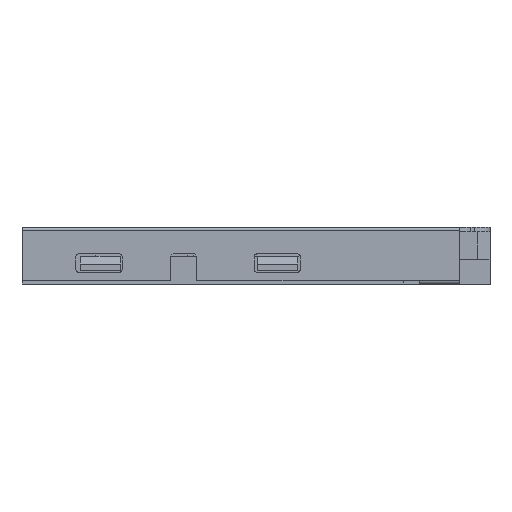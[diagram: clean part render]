
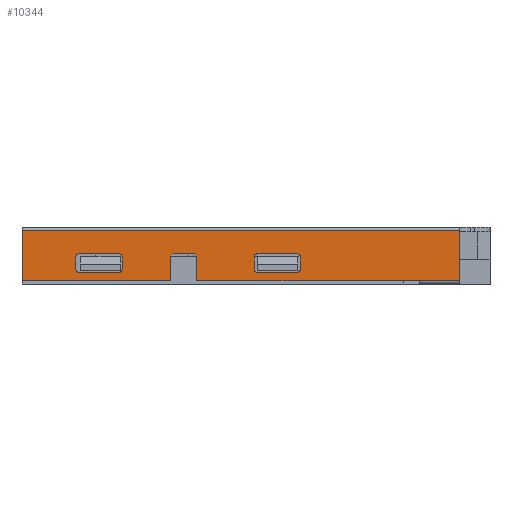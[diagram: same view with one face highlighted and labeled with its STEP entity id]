
A CAD part, left-side view. The second image highlights one B-rep face of the part: STEP entity #10344.
In plain terms, the highlighted planar face has unit normal (-1, 0, 0).
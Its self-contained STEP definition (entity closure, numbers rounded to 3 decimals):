
#125=DIRECTION('',(0.,1.,0.));
#126=VECTOR('',#125,4.83);
#127=CARTESIAN_POINT('',(-7.,2.73,-0.75));
#128=LINE('',#127,#126);
#137=DIRECTION('',(0.,1.,0.));
#138=VECTOR('',#137,7.22);
#139=CARTESIAN_POINT('',(-7.,-5.34,-0.75));
#140=LINE('',#139,#138);
#145=CARTESIAN_POINT('',(-7.,5.71,0.03));
#146=DIRECTION('',(-1.,0.,0.));
#147=DIRECTION('',(0.,0.,1.));
#148=AXIS2_PLACEMENT_3D('',#145,#146,#147);
#150=DIRECTION('',(0.,0.,-1.));
#151=VECTOR('',#150,0.4);
#152=CARTESIAN_POINT('',(-7.,5.81,0.03));
#153=LINE('',#152,#151);
#154=CARTESIAN_POINT('',(-7.,5.71,-0.37));
#155=DIRECTION('',(-1.,0.,0.));
#156=DIRECTION('',(0.,1.,0.));
#157=AXIS2_PLACEMENT_3D('',#154,#155,#156);
#159=DIRECTION('',(0.,-1.,0.));
#160=VECTOR('',#159,1.3);
#161=CARTESIAN_POINT('',(-7.,5.71,-0.47));
#162=LINE('',#161,#160);
#163=CARTESIAN_POINT('',(-7.,4.41,-0.37));
#164=DIRECTION('',(-1.,0.,0.));
#165=DIRECTION('',(0.,0.,-1.));
#166=AXIS2_PLACEMENT_3D('',#163,#164,#165);
#168=DIRECTION('',(0.,0.,1.));
#169=VECTOR('',#168,0.4);
#170=CARTESIAN_POINT('',(-7.,4.31,-0.37));
#171=LINE('',#170,#169);
#172=CARTESIAN_POINT('',(-7.,4.41,0.03));
#173=DIRECTION('',(-1.,0.,0.));
#174=DIRECTION('',(0.,-1.,0.));
#175=AXIS2_PLACEMENT_3D('',#172,#173,#174);
#177=DIRECTION('',(0.,1.,0.));
#178=VECTOR('',#177,1.3);
#179=CARTESIAN_POINT('',(-7.,4.41,0.13));
#180=LINE('',#179,#178);
#181=CARTESIAN_POINT('',(-7.,-0.08,0.03));
#182=DIRECTION('',(-1.,0.,0.));
#183=DIRECTION('',(0.,0.,1.));
#184=AXIS2_PLACEMENT_3D('',#181,#182,#183);
#186=DIRECTION('',(0.,0.,-1.));
#187=VECTOR('',#186,0.4);
#188=CARTESIAN_POINT('',(-7.,0.02,0.03));
#189=LINE('',#188,#187);
#190=CARTESIAN_POINT('',(-7.,-0.08,-0.37));
#191=DIRECTION('',(-1.,0.,0.));
#192=DIRECTION('',(0.,1.,0.));
#193=AXIS2_PLACEMENT_3D('',#190,#191,#192);
#195=DIRECTION('',(0.,-1.,0.));
#196=VECTOR('',#195,1.3);
#197=CARTESIAN_POINT('',(-7.,-0.08,-0.47));
#198=LINE('',#197,#196);
#199=CARTESIAN_POINT('',(-7.,-1.38,-0.37));
#200=DIRECTION('',(-1.,0.,0.));
#201=DIRECTION('',(0.,0.,-1.));
#202=AXIS2_PLACEMENT_3D('',#199,#200,#201);
#204=DIRECTION('',(0.,0.,1.));
#205=VECTOR('',#204,0.4);
#206=CARTESIAN_POINT('',(-7.,-1.48,-0.37));
#207=LINE('',#206,#205);
#208=CARTESIAN_POINT('',(-7.,-1.38,0.03));
#209=DIRECTION('',(-1.,0.,0.));
#210=DIRECTION('',(0.,-1.,0.));
#211=AXIS2_PLACEMENT_3D('',#208,#209,#210);
#213=DIRECTION('',(0.,1.,0.));
#214=VECTOR('',#213,1.3);
#215=CARTESIAN_POINT('',(-7.,-1.38,0.13));
#216=LINE('',#215,#214);
#217=DIRECTION('',(0.,1.,0.));
#218=VECTOR('',#217,14.2);
#219=CARTESIAN_POINT('',(-7.,-6.64,0.9));
#220=LINE('',#219,#218);
#221=DIRECTION('',(0.,0.,-1.));
#222=VECTOR('',#221,1.65);
#223=CARTESIAN_POINT('',(-7.,-6.64,0.9));
#224=LINE('',#223,#222);
#225=DIRECTION('',(0.,1.,0.));
#226=VECTOR('',#225,1.3);
#227=CARTESIAN_POINT('',(-7.,-6.64,-0.75));
#228=LINE('',#227,#226);
#229=DIRECTION('',(0.,0.,1.));
#230=VECTOR('',#229,0.81);
#231=CARTESIAN_POINT('',(-7.,1.88,-0.75));
#232=LINE('',#231,#230);
#233=DIRECTION('',(0.,0.64,0.768));
#234=VECTOR('',#233,0.117);
#235=CARTESIAN_POINT('',(-7.,1.88,0.06));
#236=LINE('',#235,#234);
#237=DIRECTION('',(0.,1.,0.));
#238=VECTOR('',#237,0.7);
#239=CARTESIAN_POINT('',(-7.,1.955,0.15));
#240=LINE('',#239,#238);
#241=DIRECTION('',(0.,0.64,-0.768));
#242=VECTOR('',#241,0.117);
#243=CARTESIAN_POINT('',(-7.,2.655,0.15));
#244=LINE('',#243,#242);
#245=DIRECTION('',(0.,0.,1.));
#246=VECTOR('',#245,0.81);
#247=CARTESIAN_POINT('',(-7.,2.73,-0.75));
#248=LINE('',#247,#246);
#2839=DIRECTION('',(0.,0.,-1.));
#2840=VECTOR('',#2839,1.65);
#2841=CARTESIAN_POINT('',(-7.,7.56,0.9));
#2842=LINE('',#2841,#2840);
#8202=CARTESIAN_POINT('',(-7.,7.56,-0.75));
#8204=VERTEX_POINT('',#8202);
#8356=CARTESIAN_POINT('',(-7.,5.71,0.13));
#8357=CARTESIAN_POINT('',(-7.,5.81,0.03));
#8358=VERTEX_POINT('',#8356);
#8359=VERTEX_POINT('',#8357);
#8360=CARTESIAN_POINT('',(-7.,5.81,-0.37));
#8361=VERTEX_POINT('',#8360);
#8362=CARTESIAN_POINT('',(-7.,5.71,-0.47));
#8363=VERTEX_POINT('',#8362);
#8364=CARTESIAN_POINT('',(-7.,4.41,-0.47));
#8365=VERTEX_POINT('',#8364);
#8366=CARTESIAN_POINT('',(-7.,4.31,-0.37));
#8367=VERTEX_POINT('',#8366);
#8368=CARTESIAN_POINT('',(-7.,4.31,0.03));
#8369=VERTEX_POINT('',#8368);
#8370=CARTESIAN_POINT('',(-7.,4.41,0.13));
#8371=VERTEX_POINT('',#8370);
#8372=CARTESIAN_POINT('',(-7.,-0.08,0.13));
#8373=CARTESIAN_POINT('',(-7.,0.02,0.03));
#8374=VERTEX_POINT('',#8372);
#8375=VERTEX_POINT('',#8373);
#8376=CARTESIAN_POINT('',(-7.,0.02,-0.37));
#8377=VERTEX_POINT('',#8376);
#8378=CARTESIAN_POINT('',(-7.,-0.08,-0.47));
#8379=VERTEX_POINT('',#8378);
#8380=CARTESIAN_POINT('',(-7.,-1.38,-0.47));
#8381=VERTEX_POINT('',#8380);
#8382=CARTESIAN_POINT('',(-7.,-1.48,-0.37));
#8383=VERTEX_POINT('',#8382);
#8384=CARTESIAN_POINT('',(-7.,-1.48,0.03));
#8385=VERTEX_POINT('',#8384);
#8386=CARTESIAN_POINT('',(-7.,-1.38,0.13));
#8387=VERTEX_POINT('',#8386);
#8388=CARTESIAN_POINT('',(-7.,2.655,0.15));
#8389=CARTESIAN_POINT('',(-7.,2.73,0.06));
#8390=VERTEX_POINT('',#8388);
#8391=VERTEX_POINT('',#8389);
#8392=CARTESIAN_POINT('',(-7.,2.73,-0.75));
#8393=VERTEX_POINT('',#8392);
#8394=CARTESIAN_POINT('',(-7.,1.88,-0.75));
#8395=CARTESIAN_POINT('',(-7.,1.88,0.06));
#8396=VERTEX_POINT('',#8394);
#8397=VERTEX_POINT('',#8395);
#8398=CARTESIAN_POINT('',(-7.,1.955,0.15));
#8399=VERTEX_POINT('',#8398);
#9954=CARTESIAN_POINT('',(-7.,-6.64,0.9));
#9955=VERTEX_POINT('',#9954);
#9956=CARTESIAN_POINT('',(-7.,7.56,0.9));
#9957=VERTEX_POINT('',#9956);
#9959=CARTESIAN_POINT('',(-7.,-5.34,-0.75));
#9961=VERTEX_POINT('',#9959);
#9962=CARTESIAN_POINT('',(-7.,-6.64,-0.75));
#9963=VERTEX_POINT('',#9962);
#10282=CARTESIAN_POINT('',(-7.,-6.64,1.));
#10283=DIRECTION('',(-1.,0.,0.));
#10284=DIRECTION('',(0.,-1.,0.));
#10285=AXIS2_PLACEMENT_3D('',#10282,#10283,#10284);
#10286=PLANE('',#10285);
#10288=ORIENTED_EDGE('',*,*,#10287,.F.);
#10290=ORIENTED_EDGE('',*,*,#10289,.T.);
#10292=ORIENTED_EDGE('',*,*,#10291,.T.);
#10293=ORIENTED_EDGE('',*,*,#10261,.T.);
#10295=ORIENTED_EDGE('',*,*,#10294,.T.);
#10297=ORIENTED_EDGE('',*,*,#10296,.T.);
#10299=ORIENTED_EDGE('',*,*,#10298,.T.);
#10301=ORIENTED_EDGE('',*,*,#10300,.T.);
#10302=ORIENTED_EDGE('',*,*,#10271,.F.);
#10303=ORIENTED_EDGE('',*,*,#10244,.T.);
#10305=ORIENTED_EDGE('',*,*,#10304,.F.);
#10306=EDGE_LOOP('',(#10288,#10290,#10292,#10293,#10295,#10297,#10299,#10301,
#10302,#10303,#10305));
#10307=FACE_OUTER_BOUND('',#10306,.F.);
#10309=ORIENTED_EDGE('',*,*,#10308,.T.);
#10311=ORIENTED_EDGE('',*,*,#10310,.T.);
#10313=ORIENTED_EDGE('',*,*,#10312,.T.);
#10315=ORIENTED_EDGE('',*,*,#10314,.T.);
#10317=ORIENTED_EDGE('',*,*,#10316,.T.);
#10319=ORIENTED_EDGE('',*,*,#10318,.T.);
#10321=ORIENTED_EDGE('',*,*,#10320,.T.);
#10323=ORIENTED_EDGE('',*,*,#10322,.T.);
#10324=EDGE_LOOP('',(#10309,#10311,#10313,#10315,#10317,#10319,#10321,#10323));
#10325=FACE_BOUND('',#10324,.F.);
#10327=ORIENTED_EDGE('',*,*,#10326,.T.);
#10329=ORIENTED_EDGE('',*,*,#10328,.T.);
#10331=ORIENTED_EDGE('',*,*,#10330,.T.);
#10333=ORIENTED_EDGE('',*,*,#10332,.T.);
#10335=ORIENTED_EDGE('',*,*,#10334,.T.);
#10337=ORIENTED_EDGE('',*,*,#10336,.T.);
#10339=ORIENTED_EDGE('',*,*,#10338,.T.);
#10341=ORIENTED_EDGE('',*,*,#10340,.T.);
#10342=EDGE_LOOP('',(#10327,#10329,#10331,#10333,#10335,#10337,#10339,#10341));
#10343=FACE_BOUND('',#10342,.F.);
#10344=ADVANCED_FACE('',(#10307,#10325,#10343),#10286,.T.);
#149=CIRCLE('',#148,0.1);
#158=CIRCLE('',#157,0.1);
#167=CIRCLE('',#166,0.1);
#176=CIRCLE('',#175,0.1);
#185=CIRCLE('',#184,0.1);
#194=CIRCLE('',#193,0.1);
#203=CIRCLE('',#202,0.1);
#212=CIRCLE('',#211,0.1);
#10244=EDGE_CURVE('',#8393,#8204,#128,.T.);
#10261=EDGE_CURVE('',#9961,#8396,#140,.T.);
#10271=EDGE_CURVE('',#8393,#8391,#248,.T.);
#10287=EDGE_CURVE('',#9955,#9957,#220,.T.);
#10289=EDGE_CURVE('',#9955,#9963,#224,.T.);
#10291=EDGE_CURVE('',#9963,#9961,#228,.T.);
#10294=EDGE_CURVE('',#8396,#8397,#232,.T.);
#10296=EDGE_CURVE('',#8397,#8399,#236,.T.);
#10298=EDGE_CURVE('',#8399,#8390,#240,.T.);
#10300=EDGE_CURVE('',#8390,#8391,#244,.T.);
#10304=EDGE_CURVE('',#9957,#8204,#2842,.T.);
#10308=EDGE_CURVE('',#8374,#8375,#185,.T.);
#10310=EDGE_CURVE('',#8375,#8377,#189,.T.);
#10312=EDGE_CURVE('',#8377,#8379,#194,.T.);
#10314=EDGE_CURVE('',#8379,#8381,#198,.T.);
#10316=EDGE_CURVE('',#8381,#8383,#203,.T.);
#10318=EDGE_CURVE('',#8383,#8385,#207,.T.);
#10320=EDGE_CURVE('',#8385,#8387,#212,.T.);
#10322=EDGE_CURVE('',#8387,#8374,#216,.T.);
#10326=EDGE_CURVE('',#8358,#8359,#149,.T.);
#10328=EDGE_CURVE('',#8359,#8361,#153,.T.);
#10330=EDGE_CURVE('',#8361,#8363,#158,.T.);
#10332=EDGE_CURVE('',#8363,#8365,#162,.T.);
#10334=EDGE_CURVE('',#8365,#8367,#167,.T.);
#10336=EDGE_CURVE('',#8367,#8369,#171,.T.);
#10338=EDGE_CURVE('',#8369,#8371,#176,.T.);
#10340=EDGE_CURVE('',#8371,#8358,#180,.T.);
